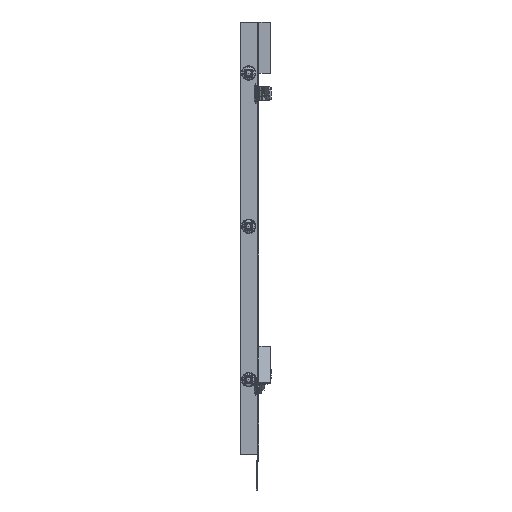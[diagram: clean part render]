
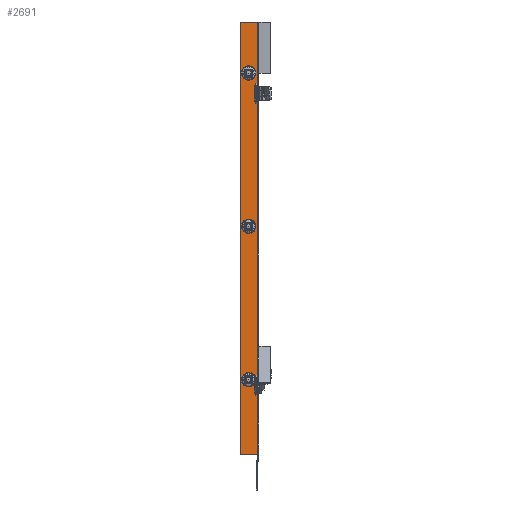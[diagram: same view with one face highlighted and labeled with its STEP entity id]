
A CAD part, left-side view. The second image highlights one B-rep face of the part: STEP entity #2691.
In plain terms, the highlighted planar face has unit normal (-1, 0, 0).
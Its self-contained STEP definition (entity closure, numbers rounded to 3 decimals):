
#39 = VECTOR ( 'NONE', #42, 1000. ) ;
#42 = DIRECTION ( 'NONE',  ( 0., 0., 1. ) ) ;
#86 = LINE ( 'NONE', #5510, #4687 ) ;
#153 = VERTEX_POINT ( 'NONE', #1997 ) ;
#208 = DIRECTION ( 'NONE',  ( 0., -1., 0. ) ) ;
#287 = VECTOR ( 'NONE', #4246, 1000. ) ;
#288 = CARTESIAN_POINT ( 'NONE',  ( -1.25, 12.75, -196. ) ) ;
#371 = VECTOR ( 'NONE', #3687, 1000. ) ;
#376 = VECTOR ( 'NONE', #3816, 1000. ) ;
#382 = CARTESIAN_POINT ( 'NONE',  ( -1.25, 12.75, -46. ) ) ;
#445 = ORIENTED_EDGE ( 'NONE', *, *, #5104, .T. ) ;
#483 = ORIENTED_EDGE ( 'NONE', *, *, #5254, .F. ) ;
#500 = EDGE_CURVE ( 'NONE', #3911, #1923, #6317, .T. ) ;
#526 = VERTEX_POINT ( 'NONE', #2406 ) ;
#541 = VECTOR ( 'NONE', #208, 1000. ) ;
#547 = LINE ( 'NONE', #3791, #376 ) ;
#548 = CARTESIAN_POINT ( 'NONE',  ( -1.25, 16.75, -423.068 ) ) ;
#647 = VERTEX_POINT ( 'NONE', #3594 ) ;
#674 = AXIS2_PLACEMENT_3D ( 'NONE', #4024, #802, #4536 ) ;
#688 = EDGE_CURVE ( 'NONE', #4382, #3468, #2394, .T. ) ;
#700 = CARTESIAN_POINT ( 'NONE',  ( -1.25, 16.75, -423.068 ) ) ;
#724 = ORIENTED_EDGE ( 'NONE', *, *, #3296, .T. ) ;
#733 = EDGE_CURVE ( 'NONE', #647, #1464, #1595, .T. ) ;
#768 = DIRECTION ( 'NONE',  ( 0., 0., 1. ) ) ;
#801 = LINE ( 'NONE', #288, #985 ) ;
#802 = DIRECTION ( 'NONE',  ( -1., 0., 0. ) ) ;
#847 = ORIENTED_EDGE ( 'NONE', *, *, #500, .F. ) ;
#879 = ORIENTED_EDGE ( 'NONE', *, *, #5539, .T. ) ;
#931 = CARTESIAN_POINT ( 'NONE',  ( -1.25, 12.75, -204. ) ) ;
#955 = DIRECTION ( 'NONE',  ( 0., 1., 0. ) ) ;
#985 = VECTOR ( 'NONE', #6216, 1000. ) ;
#1115 = ORIENTED_EDGE ( 'NONE', *, *, #4071, .T. ) ;
#1164 = CARTESIAN_POINT ( 'NONE',  ( -1.25, 4.75, -204. ) ) ;
#1269 = ORIENTED_EDGE ( 'NONE', *, *, #2128, .T. ) ;
#1357 = VERTEX_POINT ( 'NONE', #3937 ) ;
#1362 = PLANE ( 'NONE',  #674 ) ;
#1439 = EDGE_LOOP ( 'NONE', ( #4969, #2481, #1959, #3699 ) ) ;
#1454 = CARTESIAN_POINT ( 'NONE',  ( -1.25, 12.75, -204. ) ) ;
#1464 = VERTEX_POINT ( 'NONE', #5034 ) ;
#1504 = DIRECTION ( 'NONE',  ( 0., -1., 0. ) ) ;
#1532 = CARTESIAN_POINT ( 'NONE',  ( -1.25, 4.75, -346. ) ) ;
#1595 = LINE ( 'NONE', #382, #1749 ) ;
#1596 = CARTESIAN_POINT ( 'NONE',  ( -1.25, 12.75, -46. ) ) ;
#1661 = LINE ( 'NONE', #1532, #3439 ) ;
#1749 = VECTOR ( 'NONE', #1504, 1000. ) ;
#1805 = FACE_BOUND ( 'NONE', #1439, .T. ) ;
#1822 = CARTESIAN_POINT ( 'NONE',  ( -1.25, 1., -423.068 ) ) ;
#1842 = VERTEX_POINT ( 'NONE', #700 ) ;
#1879 = VERTEX_POINT ( 'NONE', #5351 ) ;
#1923 = VERTEX_POINT ( 'NONE', #2273 ) ;
#1926 = CARTESIAN_POINT ( 'NONE',  ( -1.25, 12.75, -346. ) ) ;
#1941 = DIRECTION ( 'NONE',  ( 0., 0., -1. ) ) ;
#1956 = CARTESIAN_POINT ( 'NONE',  ( -1.25, 0., 0. ) ) ;
#1959 = ORIENTED_EDGE ( 'NONE', *, *, #733, .T. ) ;
#1963 = FACE_OUTER_BOUND ( 'NONE', #2743, .T. ) ;
#1971 = FACE_BOUND ( 'NONE', #4517, .T. ) ;
#1997 = CARTESIAN_POINT ( 'NONE',  ( -1.25, 12.75, -196. ) ) ;
#2044 = ORIENTED_EDGE ( 'NONE', *, *, #5525, .F. ) ;
#2051 = DIRECTION ( 'NONE',  ( 0., 1., 0. ) ) ;
#2089 = CARTESIAN_POINT ( 'NONE',  ( -1.25, 0., 0. ) ) ;
#2107 = VECTOR ( 'NONE', #3359, 1000. ) ;
#2118 = EDGE_CURVE ( 'NONE', #1464, #4382, #86, .T. ) ;
#2128 = EDGE_CURVE ( 'NONE', #4136, #526, #1661, .T. ) ;
#2145 = FACE_BOUND ( 'NONE', #4233, .T. ) ;
#2159 = VECTOR ( 'NONE', #2051, 1000. ) ;
#2168 = EDGE_CURVE ( 'NONE', #1842, #3102, #6389, .T. ) ;
#2182 = VERTEX_POINT ( 'NONE', #2483 ) ;
#2273 = CARTESIAN_POINT ( 'NONE',  ( -1.25, 0., -423.068 ) ) ;
#2289 = CARTESIAN_POINT ( 'NONE',  ( -1.25, 16.75, 0. ) ) ;
#2303 = DIRECTION ( 'NONE',  ( 0., 1., 0. ) ) ;
#2348 = LINE ( 'NONE', #548, #6192 ) ;
#2368 = DIRECTION ( 'NONE',  ( 0., 1., 0. ) ) ;
#2394 = LINE ( 'NONE', #4989, #2159 ) ;
#2406 = CARTESIAN_POINT ( 'NONE',  ( -1.25, 4.75, -354. ) ) ;
#2415 = EDGE_CURVE ( 'NONE', #1879, #3711, #4109, .T. ) ;
#2458 = CARTESIAN_POINT ( 'NONE',  ( -1.25, 0., 0. ) ) ;
#2481 = ORIENTED_EDGE ( 'NONE', *, *, #5175, .T. ) ;
#2483 = CARTESIAN_POINT ( 'NONE',  ( -1.25, 12.75, -346. ) ) ;
#2612 = VECTOR ( 'NONE', #2303, 1000. ) ;
#2655 = ORIENTED_EDGE ( 'NONE', *, *, #4809, .T. ) ;
#2691 = ADVANCED_FACE ( 'NONE', ( #1971, #1805, #1963, #2145 ), #1362, .T. ) ;
#2743 = EDGE_LOOP ( 'NONE', ( #483, #445, #847, #3512, #2044, #6022 ) ) ;
#2779 = LINE ( 'NONE', #931, #2612 ) ;
#2900 = CARTESIAN_POINT ( 'NONE',  ( -1.25, 12.75, -54. ) ) ;
#3018 = DIRECTION ( 'NONE',  ( 0., 0., -1. ) ) ;
#3085 = VECTOR ( 'NONE', #6438, 1000. ) ;
#3102 = VERTEX_POINT ( 'NONE', #2289 ) ;
#3296 = EDGE_CURVE ( 'NONE', #526, #4144, #5445, .T. ) ;
#3359 = DIRECTION ( 'NONE',  ( 0., -1., 0. ) ) ;
#3378 = CARTESIAN_POINT ( 'NONE',  ( -1.25, 12.75, -354. ) ) ;
#3439 = VECTOR ( 'NONE', #3968, 1000. ) ;
#3462 = CARTESIAN_POINT ( 'NONE',  ( -1.25, 16.75, 0. ) ) ;
#3468 = VERTEX_POINT ( 'NONE', #2900 ) ;
#3506 = CARTESIAN_POINT ( 'NONE',  ( -1.25, 4.75, -54. ) ) ;
#3512 = ORIENTED_EDGE ( 'NONE', *, *, #5499, .F. ) ;
#3594 = CARTESIAN_POINT ( 'NONE',  ( -1.25, 12.75, -46. ) ) ;
#3648 = VERTEX_POINT ( 'NONE', #1454 ) ;
#3687 = DIRECTION ( 'NONE',  ( 0., -1., 0. ) ) ;
#3699 = ORIENTED_EDGE ( 'NONE', *, *, #2118, .T. ) ;
#3711 = VERTEX_POINT ( 'NONE', #1164 ) ;
#3791 = CARTESIAN_POINT ( 'NONE',  ( -1.25, 1., -423.068 ) ) ;
#3816 = DIRECTION ( 'NONE',  ( 0., -1., 0. ) ) ;
#3911 = VERTEX_POINT ( 'NONE', #5657 ) ;
#3937 = CARTESIAN_POINT ( 'NONE',  ( -1.25, 1., 0. ) ) ;
#3968 = DIRECTION ( 'NONE',  ( 0., 0., -1. ) ) ;
#4024 = CARTESIAN_POINT ( 'NONE',  ( -1.25, 0., 0. ) ) ;
#4029 = VECTOR ( 'NONE', #4430, 1000. ) ;
#4071 = EDGE_CURVE ( 'NONE', #3648, #153, #4405, .T. ) ;
#4109 = LINE ( 'NONE', #4458, #4029 ) ;
#4118 = VECTOR ( 'NONE', #2368, 1000. ) ;
#4136 = VERTEX_POINT ( 'NONE', #5742 ) ;
#4144 = VERTEX_POINT ( 'NONE', #4171 ) ;
#4156 = EDGE_CURVE ( 'NONE', #3711, #3648, #2779, .T. ) ;
#4163 = LINE ( 'NONE', #1596, #39 ) ;
#4171 = CARTESIAN_POINT ( 'NONE',  ( -1.25, 12.75, -354. ) ) ;
#4233 = EDGE_LOOP ( 'NONE', ( #724, #6328, #879, #1269 ) ) ;
#4237 = LINE ( 'NONE', #5513, #287 ) ;
#4246 = DIRECTION ( 'NONE',  ( 0., 0., 1. ) ) ;
#4382 = VERTEX_POINT ( 'NONE', #3506 ) ;
#4405 = LINE ( 'NONE', #5477, #3085 ) ;
#4430 = DIRECTION ( 'NONE',  ( 0., 0., -1. ) ) ;
#4458 = CARTESIAN_POINT ( 'NONE',  ( -1.25, 4.75, -196. ) ) ;
#4517 = EDGE_LOOP ( 'NONE', ( #4612, #1115, #2655, #6497 ) ) ;
#4536 = DIRECTION ( 'NONE',  ( 0., -1., 0. ) ) ;
#4612 = ORIENTED_EDGE ( 'NONE', *, *, #4156, .T. ) ;
#4643 = LINE ( 'NONE', #2089, #541 ) ;
#4687 = VECTOR ( 'NONE', #1941, 1000. ) ;
#4809 = EDGE_CURVE ( 'NONE', #153, #1879, #801, .T. ) ;
#4815 = VERTEX_POINT ( 'NONE', #1822 ) ;
#4969 = ORIENTED_EDGE ( 'NONE', *, *, #688, .T. ) ;
#4989 = CARTESIAN_POINT ( 'NONE',  ( -1.25, 12.75, -54. ) ) ;
#5034 = CARTESIAN_POINT ( 'NONE',  ( -1.25, 4.75, -46. ) ) ;
#5104 = EDGE_CURVE ( 'NONE', #4815, #1923, #547, .T. ) ;
#5175 = EDGE_CURVE ( 'NONE', #3468, #647, #4163, .T. ) ;
#5254 = EDGE_CURVE ( 'NONE', #4815, #1842, #2348, .T. ) ;
#5351 = CARTESIAN_POINT ( 'NONE',  ( -1.25, 4.75, -196. ) ) ;
#5445 = LINE ( 'NONE', #3378, #4118 ) ;
#5477 = CARTESIAN_POINT ( 'NONE',  ( -1.25, 12.75, -196. ) ) ;
#5499 = EDGE_CURVE ( 'NONE', #1357, #3911, #4643, .T. ) ;
#5510 = CARTESIAN_POINT ( 'NONE',  ( -1.25, 4.75, -46. ) ) ;
#5513 = CARTESIAN_POINT ( 'NONE',  ( -1.25, 12.75, -346. ) ) ;
#5525 = EDGE_CURVE ( 'NONE', #3102, #1357, #5950, .T. ) ;
#5539 = EDGE_CURVE ( 'NONE', #2182, #4136, #5811, .T. ) ;
#5657 = CARTESIAN_POINT ( 'NONE',  ( -1.25, 0., 0. ) ) ;
#5742 = CARTESIAN_POINT ( 'NONE',  ( -1.25, 4.75, -346. ) ) ;
#5764 = EDGE_CURVE ( 'NONE', #4144, #2182, #4237, .T. ) ;
#5811 = LINE ( 'NONE', #1926, #371 ) ;
#5950 = LINE ( 'NONE', #2458, #2107 ) ;
#6022 = ORIENTED_EDGE ( 'NONE', *, *, #2168, .F. ) ;
#6157 = VECTOR ( 'NONE', #3018, 1000. ) ;
#6192 = VECTOR ( 'NONE', #955, 1000. ) ;
#6216 = DIRECTION ( 'NONE',  ( 0., -1., 0. ) ) ;
#6317 = LINE ( 'NONE', #1956, #6157 ) ;
#6328 = ORIENTED_EDGE ( 'NONE', *, *, #5764, .T. ) ;
#6379 = VECTOR ( 'NONE', #768, 1000. ) ;
#6389 = LINE ( 'NONE', #3462, #6379 ) ;
#6438 = DIRECTION ( 'NONE',  ( 0., 0., 1. ) ) ;
#6497 = ORIENTED_EDGE ( 'NONE', *, *, #2415, .T. ) ;
